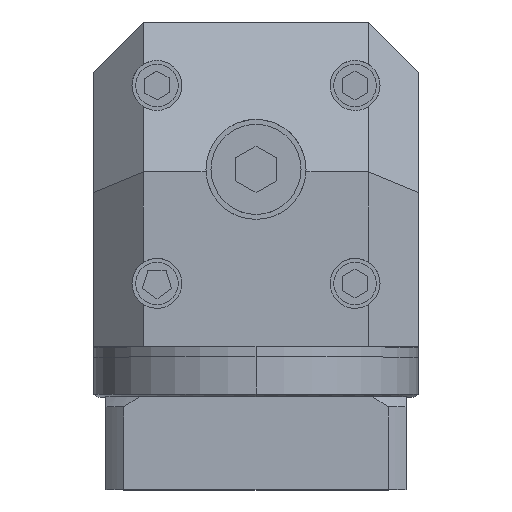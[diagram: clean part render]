
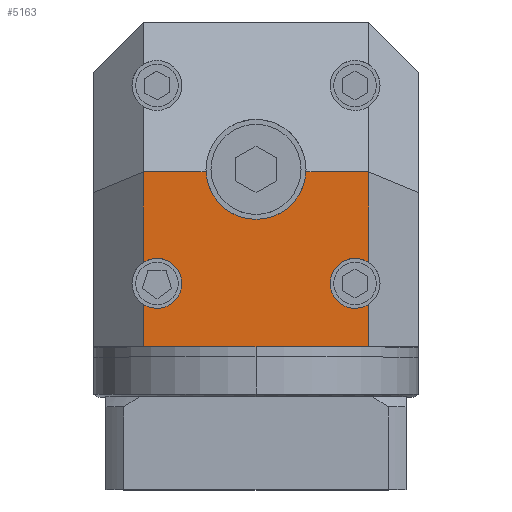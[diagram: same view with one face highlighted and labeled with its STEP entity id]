
A CAD part, top view. The second image highlights one B-rep face of the part: STEP entity #5163.
In plain terms, the highlighted planar face has unit normal (0, 0, 1).
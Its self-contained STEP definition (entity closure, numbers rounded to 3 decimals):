
#17 = AXIS2_PLACEMENT_3D ( 'NONE', #6980, #9409, #4548 ) ;
#144 = VECTOR ( 'NONE', #2845, 1000. ) ;
#221 = CARTESIAN_POINT ( 'NONE',  ( 0., 3., 65. ) ) ;
#346 = VERTEX_POINT ( 'NONE', #2920 ) ;
#431 = CARTESIAN_POINT ( 'NONE',  ( 19.799, -19.799, 65. ) ) ;
#608 = CIRCLE ( 'NONE', #6516, 5. ) ;
#686 = FACE_OUTER_BOUND ( 'NONE', #3127, .T. ) ;
#776 = AXIS2_PLACEMENT_3D ( 'NONE', #1043, #6773, #1882 ) ;
#813 = LINE ( 'NONE', #4427, #4904 ) ;
#1043 = CARTESIAN_POINT ( 'NONE',  ( 19.799, -19.799, 65. ) ) ;
#1056 = DIRECTION ( 'NONE',  ( 1., 0., 0. ) ) ;
#1154 = CARTESIAN_POINT ( 'NONE',  ( -22.5, 0., 65. ) ) ;
#1196 = DIRECTION ( 'NONE',  ( 0., 0., 1. ) ) ;
#1264 = VERTEX_POINT ( 'NONE', #1704 ) ;
#1266 = DIRECTION ( 'NONE',  ( 1., 0., 0. ) ) ;
#1332 = CARTESIAN_POINT ( 'NONE',  ( -22.5, -15.591, 65. ) ) ;
#1348 = VECTOR ( 'NONE', #8632, 1000. ) ;
#1500 = EDGE_CURVE ( 'NONE', #5905, #6646, #3659, .T. ) ;
#1606 = LINE ( 'NONE', #3764, #1348 ) ;
#1704 = CARTESIAN_POINT ( 'NONE',  ( -22.5, 2.5, 65. ) ) ;
#1882 = DIRECTION ( 'NONE',  ( 1., 0., 0. ) ) ;
#2040 = ORIENTED_EDGE ( 'NONE', *, *, #8819, .T. ) ;
#2046 = EDGE_CURVE ( 'NONE', #1264, #6646, #813, .T. ) ;
#2048 = DIRECTION ( 'NONE',  ( 0., 0., 1. ) ) ;
#2316 = VERTEX_POINT ( 'NONE', #9588 ) ;
#2456 = AXIS2_PLACEMENT_3D ( 'NONE', #2587, #2048, #2551 ) ;
#2551 = DIRECTION ( 'NONE',  ( -1., 0., 0. ) ) ;
#2569 = VERTEX_POINT ( 'NONE', #6591 ) ;
#2587 = CARTESIAN_POINT ( 'NONE',  ( -19.799, -19.799, 65. ) ) ;
#2605 = LINE ( 'NONE', #2813, #6674 ) ;
#2632 = CARTESIAN_POINT ( 'NONE',  ( -9.987, 2.5, 65. ) ) ;
#2657 = ORIENTED_EDGE ( 'NONE', *, *, #3720, .F. ) ;
#2712 = CARTESIAN_POINT ( 'NONE',  ( 0., -32.5, 65. ) ) ;
#2805 = EDGE_CURVE ( 'NONE', #4244, #2569, #8842, .T. ) ;
#2813 = CARTESIAN_POINT ( 'NONE',  ( -32.5, -32.5, 65. ) ) ;
#2845 = DIRECTION ( 'NONE',  ( 0., 1., 0. ) ) ;
#2846 = VECTOR ( 'NONE', #8328, 1000. ) ;
#2920 = CARTESIAN_POINT ( 'NONE',  ( 14.799, -19.799, 65. ) ) ;
#3093 = LINE ( 'NONE', #7509, #2846 ) ;
#3127 = EDGE_LOOP ( 'NONE', ( #4730, #2657, #3718, #4734, #6902, #9062, #10174, #2040, #5765, #7810, #8446, #3856, #5244 ) ) ;
#3424 = EDGE_CURVE ( 'NONE', #8737, #5828, #3093, .T. ) ;
#3631 = DIRECTION ( 'NONE',  ( 1., 0., 0. ) ) ;
#3659 = CIRCLE ( 'NONE', #2456, 5. ) ;
#3718 = ORIENTED_EDGE ( 'NONE', *, *, #4777, .T. ) ;
#3720 = EDGE_CURVE ( 'NONE', #9150, #6368, #7754, .T. ) ;
#3743 = CIRCLE ( 'NONE', #9269, 5. ) ;
#3764 = CARTESIAN_POINT ( 'NONE',  ( 22.5, 0., 65. ) ) ;
#3856 = ORIENTED_EDGE ( 'NONE', *, *, #6070, .F. ) ;
#4238 = VERTEX_POINT ( 'NONE', #5977 ) ;
#4244 = VERTEX_POINT ( 'NONE', #8412 ) ;
#4427 = CARTESIAN_POINT ( 'NONE',  ( -22.5, 0., 65. ) ) ;
#4502 = LINE ( 'NONE', #1154, #8833 ) ;
#4548 = DIRECTION ( 'NONE',  ( -1., 0., 0. ) ) ;
#4563 = VERTEX_POINT ( 'NONE', #5331 ) ;
#4730 = ORIENTED_EDGE ( 'NONE', *, *, #6977, .T. ) ;
#4734 = ORIENTED_EDGE ( 'NONE', *, *, #2046, .T. ) ;
#4777 = EDGE_CURVE ( 'NONE', #9150, #1264, #8119, .T. ) ;
#4781 = LINE ( 'NONE', #7166, #6184 ) ;
#4904 = VECTOR ( 'NONE', #9291, 1000. ) ;
#4970 = CARTESIAN_POINT ( 'NONE',  ( 9.987, 2.5, 65. ) ) ;
#5004 = EDGE_CURVE ( 'NONE', #346, #4238, #8238, .T. ) ;
#5163 = ADVANCED_FACE ( 'NONE', ( #686 ), #6141, .F. ) ;
#5244 = ORIENTED_EDGE ( 'NONE', *, *, #2805, .T. ) ;
#5331 = CARTESIAN_POINT ( 'NONE',  ( -22.5, -24.007, 65. ) ) ;
#5765 = ORIENTED_EDGE ( 'NONE', *, *, #3424, .T. ) ;
#5828 = VERTEX_POINT ( 'NONE', #8280 ) ;
#5905 = VERTEX_POINT ( 'NONE', #6747 ) ;
#5939 = VECTOR ( 'NONE', #8889, 1000. ) ;
#5950 = DIRECTION ( 'NONE',  ( 0., 0., 1. ) ) ;
#5977 = CARTESIAN_POINT ( 'NONE',  ( 22.5, -24.007, 65. ) ) ;
#6070 = EDGE_CURVE ( 'NONE', #4244, #346, #3743, .T. ) ;
#6084 = CARTESIAN_POINT ( 'NONE',  ( -19.799, -19.799, 65. ) ) ;
#6141 = PLANE ( 'NONE',  #17 ) ;
#6154 = DIRECTION ( 'NONE',  ( 0., 0., 1. ) ) ;
#6184 = VECTOR ( 'NONE', #7200, 1000. ) ;
#6368 = VERTEX_POINT ( 'NONE', #4970 ) ;
#6516 = AXIS2_PLACEMENT_3D ( 'NONE', #6084, #1196, #6921 ) ;
#6591 = CARTESIAN_POINT ( 'NONE',  ( 22.5, 2.5, 65. ) ) ;
#6636 = EDGE_CURVE ( 'NONE', #5828, #4238, #1606, .T. ) ;
#6646 = VERTEX_POINT ( 'NONE', #1332 ) ;
#6674 = VECTOR ( 'NONE', #3631, 1000. ) ;
#6747 = CARTESIAN_POINT ( 'NONE',  ( -14.799, -19.799, 65. ) ) ;
#6773 = DIRECTION ( 'NONE',  ( 0., 0., 1. ) ) ;
#6902 = ORIENTED_EDGE ( 'NONE', *, *, #1500, .F. ) ;
#6921 = DIRECTION ( 'NONE',  ( -1., 0., 0. ) ) ;
#6977 = EDGE_CURVE ( 'NONE', #2569, #6368, #4781, .T. ) ;
#6980 = CARTESIAN_POINT ( 'NONE',  ( 0., 0., 65. ) ) ;
#7166 = CARTESIAN_POINT ( 'NONE',  ( 0., 2.5, 65. ) ) ;
#7200 = DIRECTION ( 'NONE',  ( -1., 0., 0. ) ) ;
#7509 = CARTESIAN_POINT ( 'NONE',  ( -32.5, -32.5, 65. ) ) ;
#7655 = DIRECTION ( 'NONE',  ( 0., -1., 0. ) ) ;
#7721 = CARTESIAN_POINT ( 'NONE',  ( 22.5, 0., 65. ) ) ;
#7754 = CIRCLE ( 'NONE', #10232, 10. ) ;
#7810 = ORIENTED_EDGE ( 'NONE', *, *, #6636, .T. ) ;
#8079 = CARTESIAN_POINT ( 'NONE',  ( 0., 2.5, 65. ) ) ;
#8119 = LINE ( 'NONE', #8079, #5939 ) ;
#8238 = CIRCLE ( 'NONE', #776, 5. ) ;
#8280 = CARTESIAN_POINT ( 'NONE',  ( 22.5, -32.5, 65. ) ) ;
#8328 = DIRECTION ( 'NONE',  ( 1., 0., 0. ) ) ;
#8412 = CARTESIAN_POINT ( 'NONE',  ( 22.5, -15.591, 65. ) ) ;
#8446 = ORIENTED_EDGE ( 'NONE', *, *, #5004, .F. ) ;
#8632 = DIRECTION ( 'NONE',  ( 0., 1., 0. ) ) ;
#8737 = VERTEX_POINT ( 'NONE', #2712 ) ;
#8803 = EDGE_CURVE ( 'NONE', #4563, #2316, #4502, .T. ) ;
#8819 = EDGE_CURVE ( 'NONE', #2316, #8737, #2605, .T. ) ;
#8833 = VECTOR ( 'NONE', #7655, 1000. ) ;
#8842 = LINE ( 'NONE', #7721, #144 ) ;
#8889 = DIRECTION ( 'NONE',  ( -1., 0., 0. ) ) ;
#9062 = ORIENTED_EDGE ( 'NONE', *, *, #10431, .F. ) ;
#9150 = VERTEX_POINT ( 'NONE', #2632 ) ;
#9269 = AXIS2_PLACEMENT_3D ( 'NONE', #431, #6154, #1266 ) ;
#9291 = DIRECTION ( 'NONE',  ( 0., -1., 0. ) ) ;
#9409 = DIRECTION ( 'NONE',  ( 0., 0., -1. ) ) ;
#9588 = CARTESIAN_POINT ( 'NONE',  ( -22.5, -32.5, 65. ) ) ;
#10174 = ORIENTED_EDGE ( 'NONE', *, *, #8803, .T. ) ;
#10232 = AXIS2_PLACEMENT_3D ( 'NONE', #221, #5950, #1056 ) ;
#10431 = EDGE_CURVE ( 'NONE', #4563, #5905, #608, .T. ) ;
